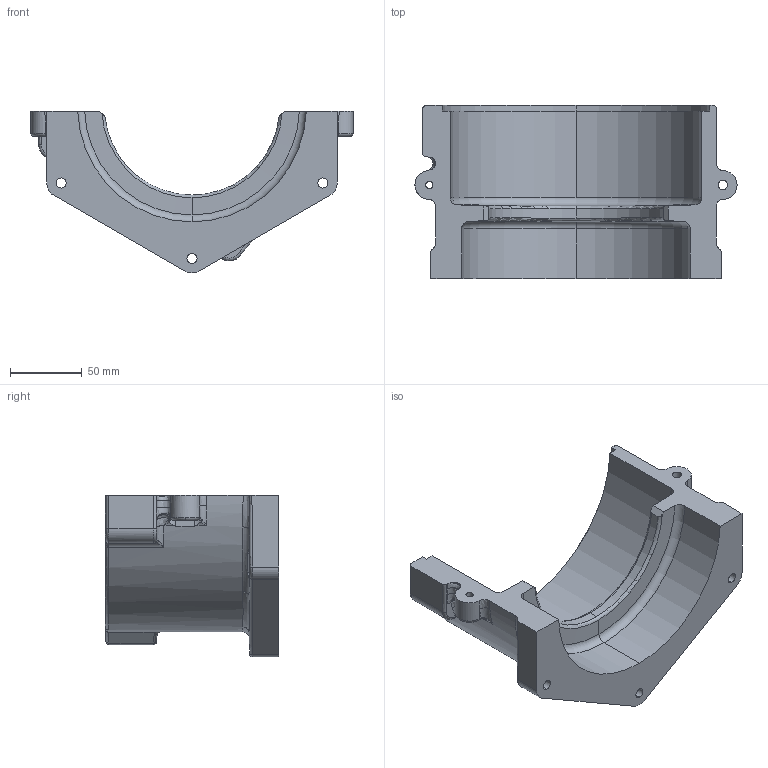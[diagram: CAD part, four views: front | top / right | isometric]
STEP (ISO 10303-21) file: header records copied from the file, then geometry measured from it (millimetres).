
FILE_DESCRIPTION (( 'STEP AP203' ), '1' );
FILE_NAME ('P026_v05 - fechamento_traseiro_motor - fundida.STEP', '2025-04-11T14:54:46', ( '' ), ( '' ), 'SwSTEP 2.0', 'SolidWorks 2018', '' );
FILE_SCHEMA (( 'CONFIG_CONTROL_DESIGN' ));
Length unit declared in the file: millimetre
Products named in the file (1): P026_v05 - fechamento_traseiro_motor - fundida
Bounding box: 224 x 120.45 x 112.5 mm (x, y, z)
Volume: 574465.4 mm3; surface area: 98238.3 mm2
Topology: 1 solids, 1 shells, 175 faces, 466 edges, 287 vertices
Faces by surface type: cylinder 55, bspline 49, plane 31, torus 22, cone 17, sphere 1
Entity records: 16651 total; most frequent: CARTESIAN_POINT 12752, ORIENTED_EDGE 916, DIRECTION 648, EDGE_CURVE 458, VERTEX_POINT 287, AXIS2_PLACEMENT_3D 275, B_SPLINE_CURVE_WITH_KNOTS 212, EDGE_LOOP 187
